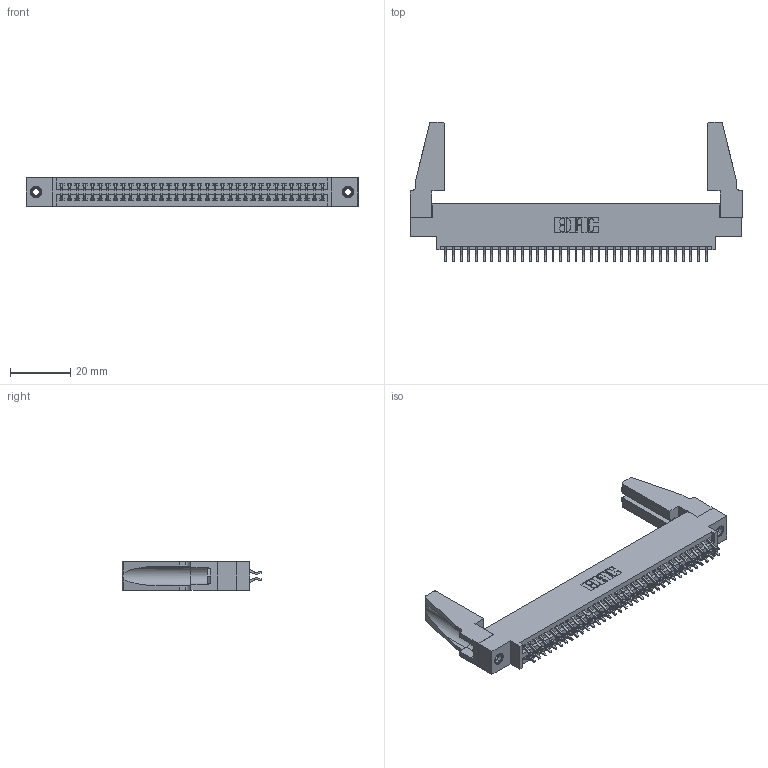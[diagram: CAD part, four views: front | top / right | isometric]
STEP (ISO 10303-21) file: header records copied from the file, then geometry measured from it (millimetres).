
FILE_DESCRIPTION (( 'STEP AP203' ), '1' );
FILE_NAME ('345-070-556-888.STEP', '2019-10-31T01:35:39', ( '' ), ( '' ), 'SwSTEP 2.0', 'SolidWorks 2016', '' );
FILE_SCHEMA (( 'CONFIG_CONTROL_DESIGN' ));
Length unit declared in the file: inch
Products named in the file (5): 345 Part_0.170 Offset - 0.156 Dia-TH; 345-250-001_345-250-001-102; 345-070-556-888; 345-220-078_345-220-088; 345-292-001_556 Tail
Assembly tree (75 placements, depth 2):
  345-070-556-888
    345 Part_0.170 Offset - 0.156 Dia-TH
    345-292-001_556 Tail  x70
    345-250-001_345-250-001-102  x2
    345-220-078_345-220-088  x2
Bounding box: 110.13 x 46.41 x 9.4 mm (x, y, z)
Volume: 13769.9 mm3; surface area: 18615.3 mm2
Topology: 75 solids, 75 shells, 4174 faces, 12357 edges, 8134 vertices
Faces by surface type: plane 2746, cylinder 1412, cone 12, torus 4
Entity records: 30904 total; most frequent: CARTESIAN_POINT 5198, ORIENTED_EDGE 5080, DIRECTION 4584, EDGE_CURVE 2540, LINE 2218, VECTOR 2218, VERTEX_POINT 1686, AXIS2_PLACEMENT_3D 1183
